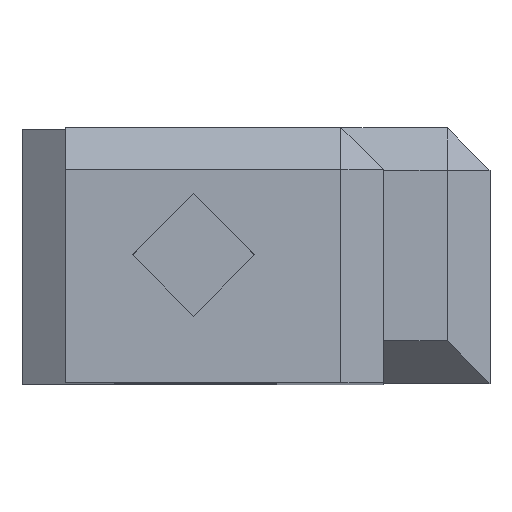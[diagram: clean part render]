
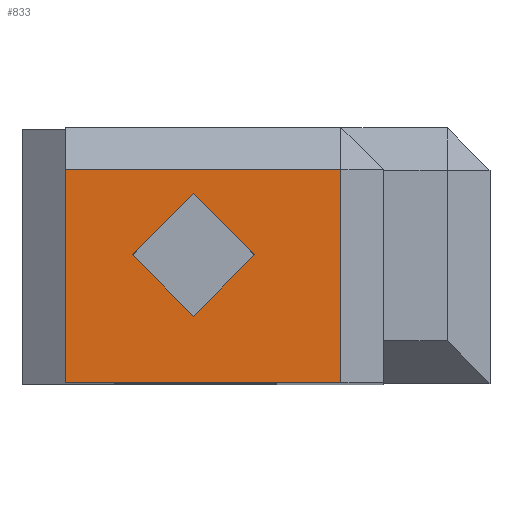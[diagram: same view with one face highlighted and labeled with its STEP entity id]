
A CAD part, top view. The second image highlights one B-rep face of the part: STEP entity #833.
In plain terms, the highlighted planar face has unit normal (0, 0, 1).
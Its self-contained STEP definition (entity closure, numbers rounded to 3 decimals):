
#15=FACE_BOUND('',#104,.T.);
#57=FACE_OUTER_BOUND('',#103,.T.);
#103=EDGE_LOOP('',(#699,#700,#701,#702));
#104=EDGE_LOOP('',(#703,#704,#705,#706));
#150=LINE('',#1185,#263);
#154=LINE('',#1193,#267);
#202=LINE('',#1290,#315);
#206=LINE('',#1298,#319);
#209=LINE('',#1304,#322);
#212=LINE('',#1309,#325);
#214=LINE('',#1314,#327);
#222=LINE('',#1327,#335);
#263=VECTOR('',#965,10.);
#267=VECTOR('',#973,10.);
#315=VECTOR('',#1057,10.);
#319=VECTOR('',#1063,10.);
#322=VECTOR('',#1068,10.);
#325=VECTOR('',#1073,10.);
#327=VECTOR('',#1079,10.);
#335=VECTOR('',#1091,10.);
#361=VERTEX_POINT('',#1174);
#364=VERTEX_POINT('',#1181);
#367=VERTEX_POINT('',#1191);
#397=VERTEX_POINT('',#1288);
#398=VERTEX_POINT('',#1289);
#401=VERTEX_POINT('',#1297);
#403=VERTEX_POINT('',#1303);
#405=VERTEX_POINT('',#1313);
#446=EDGE_CURVE('',#361,#364,#150,.T.);
#450=EDGE_CURVE('',#367,#361,#154,.T.);
#498=EDGE_CURVE('',#397,#398,#202,.T.);
#502=EDGE_CURVE('',#401,#397,#206,.T.);
#505=EDGE_CURVE('',#403,#401,#209,.T.);
#508=EDGE_CURVE('',#398,#403,#212,.T.);
#510=EDGE_CURVE('',#364,#405,#214,.T.);
#518=EDGE_CURVE('',#405,#367,#222,.T.);
#699=ORIENTED_EDGE('',*,*,#450,.F.);
#700=ORIENTED_EDGE('',*,*,#518,.F.);
#701=ORIENTED_EDGE('',*,*,#510,.F.);
#702=ORIENTED_EDGE('',*,*,#446,.F.);
#703=ORIENTED_EDGE('',*,*,#498,.T.);
#704=ORIENTED_EDGE('',*,*,#508,.T.);
#705=ORIENTED_EDGE('',*,*,#505,.T.);
#706=ORIENTED_EDGE('',*,*,#502,.T.);
#787=PLANE('',#893);
#833=ADVANCED_FACE('',(#57,#15),#787,.T.);
#893=AXIS2_PLACEMENT_3D('',#1326,#1089,#1090);
#965=DIRECTION('',(0.,-1.,0.));
#973=DIRECTION('',(1.,0.,0.));
#1057=DIRECTION('',(0.707,-0.707,0.));
#1063=DIRECTION('',(0.707,0.707,0.));
#1068=DIRECTION('',(-0.707,0.707,0.));
#1073=DIRECTION('',(-0.707,-0.707,0.));
#1079=DIRECTION('',(-1.,0.,0.));
#1089=DIRECTION('center_axis',(0.,0.,1.));
#1090=DIRECTION('ref_axis',(1.,0.,0.));
#1091=DIRECTION('',(0.,1.,0.));
#1174=CARTESIAN_POINT('',(24.887,4.,29.951));
#1181=CARTESIAN_POINT('',(24.887,-6.,29.951));
#1185=CARTESIAN_POINT('',(24.887,0.,29.951));
#1191=CARTESIAN_POINT('',(11.966,4.,29.951));
#1193=CARTESIAN_POINT('',(16.434,4.,29.951));
#1288=CARTESIAN_POINT('',(17.966,2.878,29.951));
#1289=CARTESIAN_POINT('',(20.844,0.,29.951));
#1290=CARTESIAN_POINT('',(17.198,3.646,29.951));
#1297=CARTESIAN_POINT('',(15.088,0.,29.951));
#1298=CARTESIAN_POINT('',(14.32,-0.768,29.951));
#1303=CARTESIAN_POINT('',(17.966,-2.878,29.951));
#1304=CARTESIAN_POINT('',(15.734,-0.646,29.951));
#1309=CARTESIAN_POINT('',(18.612,-2.232,29.951));
#1313=CARTESIAN_POINT('',(11.966,-6.,29.951));
#1314=CARTESIAN_POINT('',(14.966,-6.,29.951));
#1326=CARTESIAN_POINT('Origin',(11.966,0.,29.951));
#1327=CARTESIAN_POINT('',(11.966,0.,29.951));
